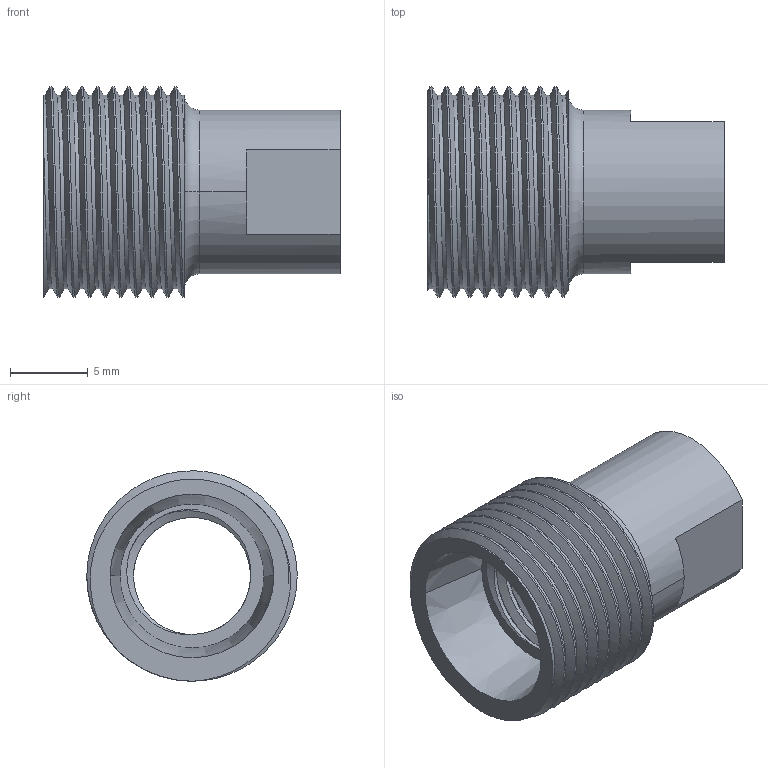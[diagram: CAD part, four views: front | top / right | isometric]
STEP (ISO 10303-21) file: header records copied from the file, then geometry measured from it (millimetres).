
FILE_DESCRIPTION (( 'STEP AP203' ), '1' );
FILE_NAME ('3D_R131-G_1-4_17102820.STEP', '2024-08-15T09:41:37', ( '' ), ( '' ), 'SwSTEP 2.0', 'SolidWorks 2024', '' );
FILE_SCHEMA (( 'CONFIG_CONTROL_DESIGN' ));
Length unit declared in the file: millimetre
Products named in the file (1): 3D_R131-G_1-4_17102820
Bounding box: 19 x 13.5 x 13.5 mm (x, y, z)
Volume: 944.3 mm3; surface area: 1781.4 mm2
Topology: 1 solids, 1 shells, 69 faces, 195 edges, 129 vertices
Faces by surface type: cylinder 51, plane 8, bspline 6, cone 2, torus 2
Entity records: 7298 total; most frequent: CARTESIAN_POINT 5760, ORIENTED_EDGE 390, DIRECTION 229, EDGE_CURVE 195, VERTEX_POINT 129, AXIS2_PLACEMENT_3D 85, EDGE_LOOP 72, ADVANCED_FACE 69
